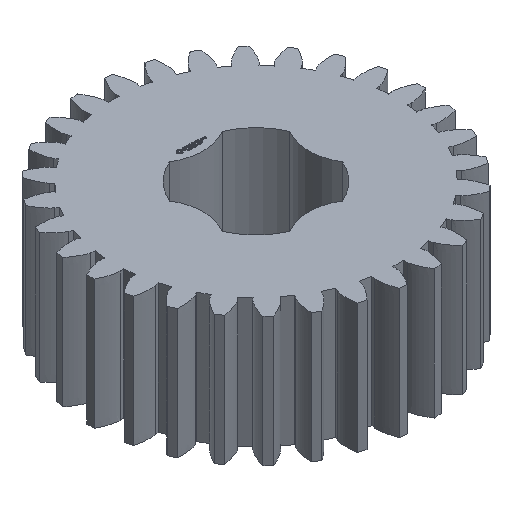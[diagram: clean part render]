
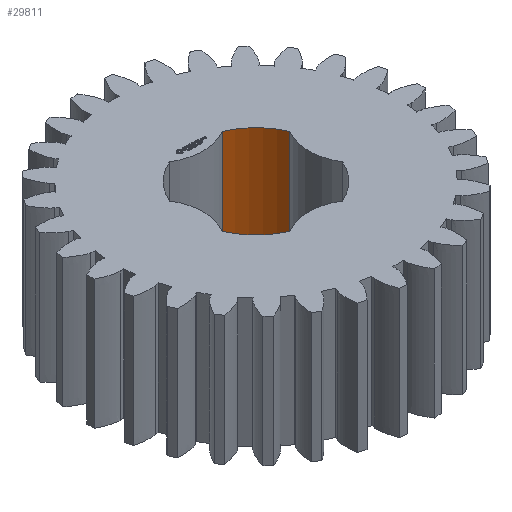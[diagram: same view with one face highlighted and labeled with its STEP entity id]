
A CAD part, isometric view. The second image highlights one B-rep face of the part: STEP entity #29811.
In plain terms, the highlighted cylindrical face has radius 6.35 mm (diameter 12.7 mm), a partial arc.
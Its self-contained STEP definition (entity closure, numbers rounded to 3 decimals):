
#93 = PLANE('',#94);
#94 = AXIS2_PLACEMENT_3D('',#95,#96,#97);
#95 = CARTESIAN_POINT('',(0.,0.,12.5)
  );
#96 = DIRECTION('',(0.,0.,1.));
#97 = DIRECTION('',(1.,0.,0.));
#168 = PLANE('',#169);
#169 = AXIS2_PLACEMENT_3D('',#170,#171,#172);
#170 = CARTESIAN_POINT('',(0.,0.,0.));
#171 = DIRECTION('',(0.,0.,1.));
#172 = DIRECTION('',(1.,0.,0.));
#8774 = VERTEX_POINT('',#8775);
#8775 = CARTESIAN_POINT('',(2.55,5.816,0.));
#8790 = CYLINDRICAL_SURFACE('',#8791,4.9);
#8791 = AXIS2_PLACEMENT_3D('',#8792,#8793,#8794);
#8792 = CARTESIAN_POINT('',(0.,10.,0.));
#8793 = DIRECTION('',(0.,-0.,-1.));
#8794 = DIRECTION('',(0.707,0.707,0.));
#8802 = EDGE_CURVE('',#8803,#8774,#8805,.T.);
#8803 = VERTEX_POINT('',#8804);
#8804 = CARTESIAN_POINT('',(5.816,2.55,0.));
#8805 = SURFACE_CURVE('',#8806,(#8811,#8818),.PCURVE_S1.);
#8806 = CIRCLE('',#8807,6.35);
#8807 = AXIS2_PLACEMENT_3D('',#8808,#8809,#8810);
#8808 = CARTESIAN_POINT('',(0.,0.,0.));
#8809 = DIRECTION('',(0.,-0.,1.));
#8810 = DIRECTION('',(0.707,0.707,0.));
#8811 = PCURVE('',#168,#8812);
#8812 = DEFINITIONAL_REPRESENTATION('',(#8813),#8817);
#8813 = CIRCLE('',#8814,6.35);
#8814 = AXIS2_PLACEMENT_2D('',#8815,#8816);
#8815 = CARTESIAN_POINT('',(0.,0.));
#8816 = DIRECTION('',(0.707,0.707));
#8817 = ( GEOMETRIC_REPRESENTATION_CONTEXT(2) 
PARAMETRIC_REPRESENTATION_CONTEXT() REPRESENTATION_CONTEXT('2D SPACE',''
  ) );
#8818 = PCURVE('',#8819,#8824);
#8819 = CYLINDRICAL_SURFACE('',#8820,6.35);
#8820 = AXIS2_PLACEMENT_3D('',#8821,#8822,#8823);
#8821 = CARTESIAN_POINT('',(0.,0.,0.));
#8822 = DIRECTION('',(0.,-0.,-1.));
#8823 = DIRECTION('',(0.707,0.707,0.));
#8824 = DEFINITIONAL_REPRESENTATION('',(#8825),#8829);
#8825 = LINE('',#8826,#8827);
#8826 = CARTESIAN_POINT('',(-0.,0.));
#8827 = VECTOR('',#8828,1.);
#8828 = DIRECTION('',(-1.,0.));
#8829 = ( GEOMETRIC_REPRESENTATION_CONTEXT(2) 
PARAMETRIC_REPRESENTATION_CONTEXT() REPRESENTATION_CONTEXT('2D SPACE',''
  ) );
#8848 = CYLINDRICAL_SURFACE('',#8849,4.9);
#8849 = AXIS2_PLACEMENT_3D('',#8850,#8851,#8852);
#8850 = CARTESIAN_POINT('',(10.,0.,0.));
#8851 = DIRECTION('',(0.,-0.,-1.));
#8852 = DIRECTION('',(0.707,0.707,0.));
#15050 = VERTEX_POINT('',#15051);
#15051 = CARTESIAN_POINT('',(2.55,5.816,12.5));
#15073 = EDGE_CURVE('',#15074,#15050,#15076,.T.);
#15074 = VERTEX_POINT('',#15075);
#15075 = CARTESIAN_POINT('',(5.816,2.55,12.5));
#15076 = SURFACE_CURVE('',#15077,(#15082,#15089),.PCURVE_S1.);
#15077 = CIRCLE('',#15078,6.35);
#15078 = AXIS2_PLACEMENT_3D('',#15079,#15080,#15081);
#15079 = CARTESIAN_POINT('',(0.,0.,12.5)
  );
#15080 = DIRECTION('',(0.,-0.,1.));
#15081 = DIRECTION('',(0.707,0.707,0.));
#15082 = PCURVE('',#93,#15083);
#15083 = DEFINITIONAL_REPRESENTATION('',(#15084),#15088);
#15084 = CIRCLE('',#15085,6.35);
#15085 = AXIS2_PLACEMENT_2D('',#15086,#15087);
#15086 = CARTESIAN_POINT('',(0.,0.));
#15087 = DIRECTION('',(0.707,0.707));
#15088 = ( GEOMETRIC_REPRESENTATION_CONTEXT(2) 
PARAMETRIC_REPRESENTATION_CONTEXT() REPRESENTATION_CONTEXT('2D SPACE',''
  ) );
#15089 = PCURVE('',#8819,#15090);
#15090 = DEFINITIONAL_REPRESENTATION('',(#15091),#15095);
#15091 = LINE('',#15092,#15093);
#15092 = CARTESIAN_POINT('',(-0.,-12.5));
#15093 = VECTOR('',#15094,1.);
#15094 = DIRECTION('',(-1.,0.));
#15095 = ( GEOMETRIC_REPRESENTATION_CONTEXT(2) 
PARAMETRIC_REPRESENTATION_CONTEXT() REPRESENTATION_CONTEXT('2D SPACE',''
  ) );
#29788 = EDGE_CURVE('',#8803,#15074,#29789,.T.);
#29789 = SURFACE_CURVE('',#29790,(#29794,#29801),.PCURVE_S1.);
#29790 = LINE('',#29791,#29792);
#29791 = CARTESIAN_POINT('',(5.816,2.55,0.));
#29792 = VECTOR('',#29793,1.);
#29793 = DIRECTION('',(0.,0.,1.));
#29794 = PCURVE('',#8848,#29795);
#29795 = DEFINITIONAL_REPRESENTATION('',(#29796),#29800);
#29796 = LINE('',#29797,#29798);
#29797 = CARTESIAN_POINT('',(-1.809,0.));
#29798 = VECTOR('',#29799,1.);
#29799 = DIRECTION('',(-0.,-1.));
#29800 = ( GEOMETRIC_REPRESENTATION_CONTEXT(2) 
PARAMETRIC_REPRESENTATION_CONTEXT() REPRESENTATION_CONTEXT('2D SPACE',''
  ) );
#29801 = PCURVE('',#8819,#29802);
#29802 = DEFINITIONAL_REPRESENTATION('',(#29803),#29807);
#29803 = LINE('',#29804,#29805);
#29804 = CARTESIAN_POINT('',(-5.911,0.));
#29805 = VECTOR('',#29806,1.);
#29806 = DIRECTION('',(-0.,-1.));
#29807 = ( GEOMETRIC_REPRESENTATION_CONTEXT(2) 
PARAMETRIC_REPRESENTATION_CONTEXT() REPRESENTATION_CONTEXT('2D SPACE',''
  ) );
#29811 = ADVANCED_FACE('',(#29812),#8819,.F.);
#29812 = FACE_BOUND('',#29813,.T.);
#29813 = EDGE_LOOP('',(#29814,#29815,#29816,#29837));
#29814 = ORIENTED_EDGE('',*,*,#29788,.T.);
#29815 = ORIENTED_EDGE('',*,*,#15073,.T.);
#29816 = ORIENTED_EDGE('',*,*,#29817,.F.);
#29817 = EDGE_CURVE('',#8774,#15050,#29818,.T.);
#29818 = SURFACE_CURVE('',#29819,(#29823,#29830),.PCURVE_S1.);
#29819 = LINE('',#29820,#29821);
#29820 = CARTESIAN_POINT('',(2.55,5.816,0.));
#29821 = VECTOR('',#29822,1.);
#29822 = DIRECTION('',(0.,0.,1.));
#29823 = PCURVE('',#8819,#29824);
#29824 = DEFINITIONAL_REPRESENTATION('',(#29825),#29829);
#29825 = LINE('',#29826,#29827);
#29826 = CARTESIAN_POINT('',(-6.655,0.));
#29827 = VECTOR('',#29828,1.);
#29828 = DIRECTION('',(-0.,-1.));
#29829 = ( GEOMETRIC_REPRESENTATION_CONTEXT(2) 
PARAMETRIC_REPRESENTATION_CONTEXT() REPRESENTATION_CONTEXT('2D SPACE',''
  ) );
#29830 = PCURVE('',#8790,#29831);
#29831 = DEFINITIONAL_REPRESENTATION('',(#29832),#29836);
#29832 = LINE('',#29833,#29834);
#29833 = CARTESIAN_POINT('',(-4.474,0.));
#29834 = VECTOR('',#29835,1.);
#29835 = DIRECTION('',(-0.,-1.));
#29836 = ( GEOMETRIC_REPRESENTATION_CONTEXT(2) 
PARAMETRIC_REPRESENTATION_CONTEXT() REPRESENTATION_CONTEXT('2D SPACE',''
  ) );
#29837 = ORIENTED_EDGE('',*,*,#8802,.F.);
